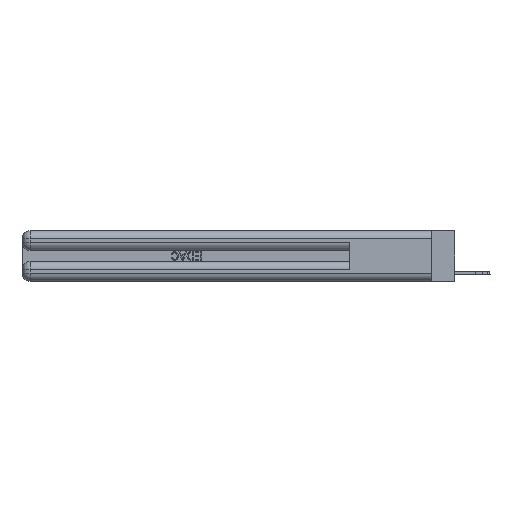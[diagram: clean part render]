
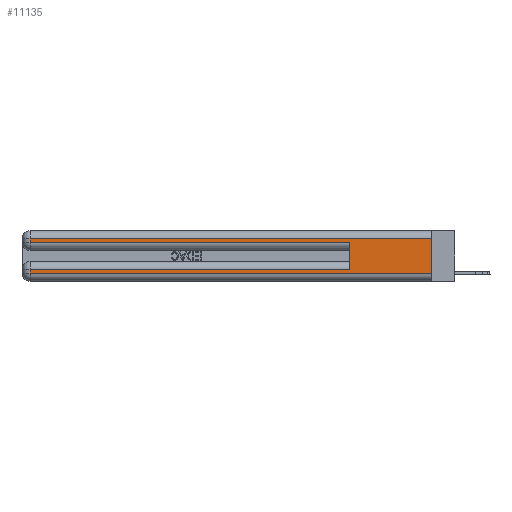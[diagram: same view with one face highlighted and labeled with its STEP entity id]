
A CAD part, left-side view. The second image highlights one B-rep face of the part: STEP entity #11135.
In plain terms, the highlighted planar face has unit normal (-1, 0, 0).
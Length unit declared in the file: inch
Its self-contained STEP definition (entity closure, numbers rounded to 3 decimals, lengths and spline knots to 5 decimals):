
#364 = LINE ( 'NONE', #19497, #7865 ) ;
#455 = VERTEX_POINT ( 'NONE', #11509 ) ;
#463 = LINE ( 'NONE', #25608, #539 ) ;
#539 = VECTOR ( 'NONE', #21542, 39.37008 ) ;
#890 = AXIS2_PLACEMENT_3D ( 'NONE', #19237, #3193, #21683 ) ;
#1375 = CARTESIAN_POINT ( 'NONE',  ( 0., 0., 0.31 ) ) ;
#1397 = LINE ( 'NONE', #11337, #24921 ) ;
#1450 = ORIENTED_EDGE ( 'NONE', *, *, #20833, .T. ) ;
#2332 = ORIENTED_EDGE ( 'NONE', *, *, #12866, .T. ) ;
#2819 = CARTESIAN_POINT ( 'NONE',  ( 0., 2.94, 0.085 ) ) ;
#3111 = LINE ( 'NONE', #25971, #7742 ) ;
#3193 = DIRECTION ( 'NONE',  ( 1., 0., 0. ) ) ;
#3245 = DIRECTION ( 'NONE',  ( 0., -1., 0. ) ) ;
#3472 = VERTEX_POINT ( 'NONE', #16555 ) ;
#5036 = CARTESIAN_POINT ( 'NONE',  ( 0., 0.6, 0.285 ) ) ;
#5564 = LINE ( 'NONE', #5702, #9522 ) ;
#5579 = VERTEX_POINT ( 'NONE', #16362 ) ;
#5702 = CARTESIAN_POINT ( 'NONE',  ( 0., 2.94, 0.37 ) ) ;
#5916 = EDGE_CURVE ( 'NONE', #10558, #5579, #7229, .T. ) ;
#7229 = LINE ( 'NONE', #26160, #9886 ) ;
#7579 = ORIENTED_EDGE ( 'NONE', *, *, #14639, .T. ) ;
#7696 = LINE ( 'NONE', #21896, #14433 ) ;
#7742 = VECTOR ( 'NONE', #15479, 39.37008 ) ;
#7849 = EDGE_CURVE ( 'NONE', #455, #5579, #3111, .T. ) ;
#7865 = VECTOR ( 'NONE', #19375, 39.37008 ) ;
#7891 = DIRECTION ( 'NONE',  ( 0., 1., 0. ) ) ;
#9508 = DIRECTION ( 'NONE',  ( 0., 0., -1. ) ) ;
#9522 = VECTOR ( 'NONE', #9508, 39.37008 ) ;
#9886 = VECTOR ( 'NONE', #23715, 39.37008 ) ;
#10558 = VERTEX_POINT ( 'NONE', #16337 ) ;
#11089 = VERTEX_POINT ( 'NONE', #15134 ) ;
#11135 = ADVANCED_FACE ( 'NONE', ( #17708 ), #11498, .F. ) ;
#11337 = CARTESIAN_POINT ( 'NONE',  ( 0., 2.94, 0.37 ) ) ;
#11498 = PLANE ( 'NONE',  #890 ) ;
#11509 = CARTESIAN_POINT ( 'NONE',  ( 0., 0., 0.31 ) ) ;
#12619 = ORIENTED_EDGE ( 'NONE', *, *, #21595, .T. ) ;
#12866 = EDGE_CURVE ( 'NONE', #455, #24662, #16206, .T. ) ;
#14433 = VECTOR ( 'NONE', #3245, 39.37008 ) ;
#14528 = VERTEX_POINT ( 'NONE', #5036 ) ;
#14639 = EDGE_CURVE ( 'NONE', #22712, #10558, #5564, .T. ) ;
#15134 = CARTESIAN_POINT ( 'NONE',  ( 0., 2.94, 0.285 ) ) ;
#15479 = DIRECTION ( 'NONE',  ( 0., 0., -1. ) ) ;
#15843 = EDGE_LOOP ( 'NONE', ( #24236, #2332, #18861, #12619, #19494, #1450, #7579, #16745 ) ) ;
#16206 = LINE ( 'NONE', #1375, #22975 ) ;
#16337 = CARTESIAN_POINT ( 'NONE',  ( 0., 2.94, 0.06 ) ) ;
#16362 = CARTESIAN_POINT ( 'NONE',  ( 0., 0., 0.06 ) ) ;
#16555 = CARTESIAN_POINT ( 'NONE',  ( 0., 0.6, 0.085 ) ) ;
#16745 = ORIENTED_EDGE ( 'NONE', *, *, #5916, .T. ) ;
#17700 = DIRECTION ( 'NONE',  ( 0., 0., -1. ) ) ;
#17708 = FACE_OUTER_BOUND ( 'NONE', #15843, .T. ) ;
#18861 = ORIENTED_EDGE ( 'NONE', *, *, #22366, .T. ) ;
#19237 = CARTESIAN_POINT ( 'NONE',  ( 0., 0., 0.37 ) ) ;
#19375 = DIRECTION ( 'NONE',  ( 0., 0., 1. ) ) ;
#19494 = ORIENTED_EDGE ( 'NONE', *, *, #20548, .F. ) ;
#19497 = CARTESIAN_POINT ( 'NONE',  ( 0., 0.6, 0.145 ) ) ;
#20548 = EDGE_CURVE ( 'NONE', #3472, #14528, #364, .T. ) ;
#20833 = EDGE_CURVE ( 'NONE', #3472, #22712, #463, .T. ) ;
#21542 = DIRECTION ( 'NONE',  ( 0., 1., 0. ) ) ;
#21595 = EDGE_CURVE ( 'NONE', #11089, #14528, #7696, .T. ) ;
#21683 = DIRECTION ( 'NONE',  ( 0., 0., -1. ) ) ;
#21896 = CARTESIAN_POINT ( 'NONE',  ( 0., 0., 0.285 ) ) ;
#22366 = EDGE_CURVE ( 'NONE', #24662, #11089, #1397, .T. ) ;
#22712 = VERTEX_POINT ( 'NONE', #2819 ) ;
#22792 = CARTESIAN_POINT ( 'NONE',  ( 0., 2.94, 0.31 ) ) ;
#22975 = VECTOR ( 'NONE', #7891, 39.37008 ) ;
#23715 = DIRECTION ( 'NONE',  ( 0., -1., 0. ) ) ;
#24236 = ORIENTED_EDGE ( 'NONE', *, *, #7849, .F. ) ;
#24662 = VERTEX_POINT ( 'NONE', #22792 ) ;
#24921 = VECTOR ( 'NONE', #17700, 39.37008 ) ;
#25608 = CARTESIAN_POINT ( 'NONE',  ( 0., 0., 0.085 ) ) ;
#25971 = CARTESIAN_POINT ( 'NONE',  ( 0., 0., 0.37 ) ) ;
#26160 = CARTESIAN_POINT ( 'NONE',  ( 0., 0., 0.06 ) ) ;
